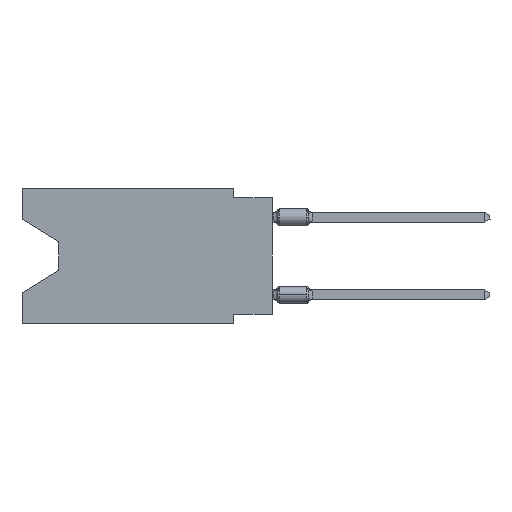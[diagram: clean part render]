
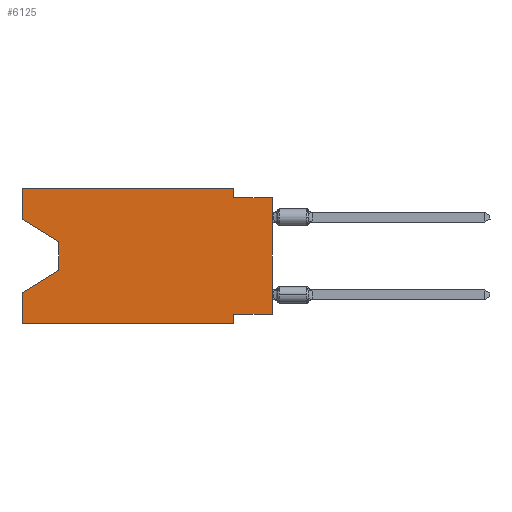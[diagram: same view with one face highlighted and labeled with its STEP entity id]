
A CAD part, left-side view. The second image highlights one B-rep face of the part: STEP entity #6125.
In plain terms, the highlighted planar face has unit normal (-1, 0, 0).
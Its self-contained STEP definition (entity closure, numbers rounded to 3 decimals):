
#437 = CARTESIAN_POINT ( 'NONE',  ( 0., 2.54, -8.255 ) ) ;
#663 = DIRECTION ( 'NONE',  ( 0., 0., -1. ) ) ;
#1902 = ORIENTED_EDGE ( 'NONE', *, *, #38948, .T. ) ;
#2426 = DIRECTION ( 'NONE',  ( 0., 0., 1. ) ) ;
#2506 = CARTESIAN_POINT ( 'NONE',  ( 0., 2.54, -0.635 ) ) ;
#2733 = DIRECTION ( 'NONE',  ( 0., 0., 1. ) ) ;
#2842 = ORIENTED_EDGE ( 'NONE', *, *, #32281, .T. ) ;
#2949 = VERTEX_POINT ( 'NONE', #27456 ) ;
#2965 = VERTEX_POINT ( 'NONE', #8177 ) ;
#3250 = CARTESIAN_POINT ( 'NONE',  ( 0., 16.383, 0. ) ) ;
#4242 = EDGE_CURVE ( 'NONE', #4593, #36983, #29342, .T. ) ;
#4443 = ORIENTED_EDGE ( 'NONE', *, *, #9988, .F. ) ;
#4593 = VERTEX_POINT ( 'NONE', #9018 ) ;
#5377 = LINE ( 'NONE', #8921, #33967 ) ;
#5490 = VECTOR ( 'NONE', #14360, 1000. ) ;
#5954 = LINE ( 'NONE', #28547, #11996 ) ;
#6125 = ADVANCED_FACE ( 'NONE', ( #28034 ), #35116, .F. ) ;
#6200 = CARTESIAN_POINT ( 'NONE',  ( 0., 0., -0.635 ) ) ;
#6245 = CARTESIAN_POINT ( 'NONE',  ( 0., 16.383, 0. ) ) ;
#6631 = EDGE_CURVE ( 'NONE', #7417, #16993, #40940, .T. ) ;
#7080 = ORIENTED_EDGE ( 'NONE', *, *, #31577, .F. ) ;
#7417 = VERTEX_POINT ( 'NONE', #2506 ) ;
#8110 = ORIENTED_EDGE ( 'NONE', *, *, #4242, .T. ) ;
#8177 = CARTESIAN_POINT ( 'NONE',  ( 0., 0., -8.255 ) ) ;
#8277 = CARTESIAN_POINT ( 'NONE',  ( 0., 16.383, 0. ) ) ;
#8298 = CARTESIAN_POINT ( 'NONE',  ( 0., 13.97, -3.505 ) ) ;
#8631 = CARTESIAN_POINT ( 'NONE',  ( 0., 0., -0.635 ) ) ;
#8921 = CARTESIAN_POINT ( 'NONE',  ( 0., 2.54, 0. ) ) ;
#9018 = CARTESIAN_POINT ( 'NONE',  ( 0., 13.97, -5.385 ) ) ;
#9262 = DIRECTION ( 'NONE',  ( 0., -0.855, -0.519 ) ) ;
#9585 = VECTOR ( 'NONE', #2733, 1000. ) ;
#9951 = VERTEX_POINT ( 'NONE', #437 ) ;
#9988 = EDGE_CURVE ( 'NONE', #15465, #7417, #5377, .T. ) ;
#10839 = DIRECTION ( 'NONE',  ( 0., -1., 0. ) ) ;
#11249 = CARTESIAN_POINT ( 'NONE',  ( 0., 16.383, -8.89 ) ) ;
#11918 = CARTESIAN_POINT ( 'NONE',  ( 0., 16.383, 0. ) ) ;
#11996 = VECTOR ( 'NONE', #26038, 1000. ) ;
#12159 = CARTESIAN_POINT ( 'NONE',  ( 0., 0., 0. ) ) ;
#13941 = LINE ( 'NONE', #14159, #5490 ) ;
#13970 = LINE ( 'NONE', #32410, #32743 ) ;
#14159 = CARTESIAN_POINT ( 'NONE',  ( 0., 0., -8.255 ) ) ;
#14293 = ORIENTED_EDGE ( 'NONE', *, *, #35177, .F. ) ;
#14360 = DIRECTION ( 'NONE',  ( 0., 1., 0. ) ) ;
#15272 = VECTOR ( 'NONE', #663, 1000. ) ;
#15465 = VERTEX_POINT ( 'NONE', #18219 ) ;
#16132 = VECTOR ( 'NONE', #2426, 1000. ) ;
#16600 = AXIS2_PLACEMENT_3D ( 'NONE', #6245, #24903, #31575 ) ;
#16993 = VERTEX_POINT ( 'NONE', #8631 ) ;
#17477 = VECTOR ( 'NONE', #24414, 1000. ) ;
#17910 = CARTESIAN_POINT ( 'NONE',  ( 0., 16.383, -6.852 ) ) ;
#18117 = CARTESIAN_POINT ( 'NONE',  ( 0., 16.383, 0. ) ) ;
#18219 = CARTESIAN_POINT ( 'NONE',  ( 0., 2.54, 0. ) ) ;
#18332 = VECTOR ( 'NONE', #39022, 1000. ) ;
#19416 = VERTEX_POINT ( 'NONE', #11249 ) ;
#19499 = LINE ( 'NONE', #35802, #15272 ) ;
#19970 = CARTESIAN_POINT ( 'NONE',  ( 0., 16.383, -2.038 ) ) ;
#20708 = EDGE_LOOP ( 'NONE', ( #24287, #2842, #8110, #14293, #22609, #7080, #25546, #1902, #37270, #4443, #28340, #24012 ) ) ;
#21337 = VERTEX_POINT ( 'NONE', #19970 ) ;
#22609 = ORIENTED_EDGE ( 'NONE', *, *, #25386, .T. ) ;
#23908 = VERTEX_POINT ( 'NONE', #11918 ) ;
#24012 = ORIENTED_EDGE ( 'NONE', *, *, #35180, .F. ) ;
#24216 = LINE ( 'NONE', #8277, #16132 ) ;
#24287 = ORIENTED_EDGE ( 'NONE', *, *, #27910, .T. ) ;
#24414 = DIRECTION ( 'NONE',  ( 0., 0., 1. ) ) ;
#24609 = LINE ( 'NONE', #18117, #17477 ) ;
#24903 = DIRECTION ( 'NONE',  ( 1., 0., 0. ) ) ;
#25197 = CARTESIAN_POINT ( 'NONE',  ( 0., 16.383, -2.038 ) ) ;
#25386 = EDGE_CURVE ( 'NONE', #19416, #2949, #13970, .T. ) ;
#25546 = ORIENTED_EDGE ( 'NONE', *, *, #36913, .F. ) ;
#26038 = DIRECTION ( 'NONE',  ( 0., 0., -1. ) ) ;
#26889 = VECTOR ( 'NONE', #29752, 1000. ) ;
#27456 = CARTESIAN_POINT ( 'NONE',  ( 0., 2.54, -8.89 ) ) ;
#27910 = EDGE_CURVE ( 'NONE', #21337, #38153, #34806, .T. ) ;
#28034 = FACE_OUTER_BOUND ( 'NONE', #20708, .T. ) ;
#28340 = ORIENTED_EDGE ( 'NONE', *, *, #39926, .F. ) ;
#28547 = CARTESIAN_POINT ( 'NONE',  ( 0., 13.97, -3.505 ) ) ;
#29340 = VECTOR ( 'NONE', #41335, 1000. ) ;
#29342 = LINE ( 'NONE', #32897, #26889 ) ;
#29752 = DIRECTION ( 'NONE',  ( 0., 0.855, -0.519 ) ) ;
#31575 = DIRECTION ( 'NONE',  ( 0., 0., -1. ) ) ;
#31577 = EDGE_CURVE ( 'NONE', #9951, #2949, #19499, .T. ) ;
#32281 = EDGE_CURVE ( 'NONE', #38153, #4593, #5954, .T. ) ;
#32410 = CARTESIAN_POINT ( 'NONE',  ( 0., 16.383, -8.89 ) ) ;
#32743 = VECTOR ( 'NONE', #10839, 1000. ) ;
#32897 = CARTESIAN_POINT ( 'NONE',  ( 0., 13.97, -5.385 ) ) ;
#33967 = VECTOR ( 'NONE', #37366, 1000. ) ;
#34806 = LINE ( 'NONE', #25197, #36141 ) ;
#35116 = PLANE ( 'NONE',  #16600 ) ;
#35177 = EDGE_CURVE ( 'NONE', #19416, #36983, #24216, .T. ) ;
#35180 = EDGE_CURVE ( 'NONE', #21337, #23908, #24609, .T. ) ;
#35802 = CARTESIAN_POINT ( 'NONE',  ( 0., 2.54, -8.89 ) ) ;
#35871 = LINE ( 'NONE', #3250, #18332 ) ;
#36141 = VECTOR ( 'NONE', #9262, 1000. ) ;
#36913 = EDGE_CURVE ( 'NONE', #2965, #9951, #13941, .T. ) ;
#36983 = VERTEX_POINT ( 'NONE', #17910 ) ;
#37270 = ORIENTED_EDGE ( 'NONE', *, *, #6631, .F. ) ;
#37366 = DIRECTION ( 'NONE',  ( 0., 0., -1. ) ) ;
#38153 = VERTEX_POINT ( 'NONE', #8298 ) ;
#38948 = EDGE_CURVE ( 'NONE', #2965, #16993, #41011, .T. ) ;
#39022 = DIRECTION ( 'NONE',  ( 0., -1., 0. ) ) ;
#39926 = EDGE_CURVE ( 'NONE', #23908, #15465, #35871, .T. ) ;
#40940 = LINE ( 'NONE', #6200, #29340 ) ;
#41011 = LINE ( 'NONE', #12159, #9585 ) ;
#41335 = DIRECTION ( 'NONE',  ( 0., -1., 0. ) ) ;
